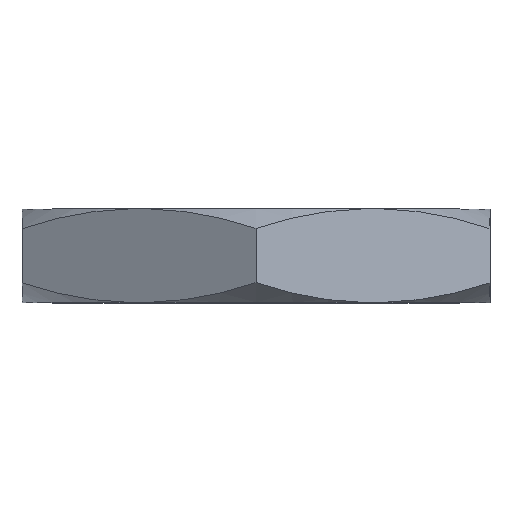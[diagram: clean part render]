
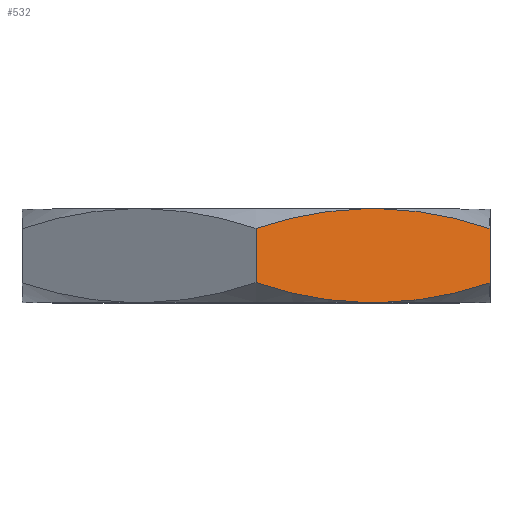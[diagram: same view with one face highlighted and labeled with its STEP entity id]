
A CAD part, top view. The second image highlights one B-rep face of the part: STEP entity #532.
In plain terms, the highlighted planar face has unit normal (0.5, 0, 0.866).
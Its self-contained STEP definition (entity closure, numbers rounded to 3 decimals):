
#33=PLANE('',#614);
#64=FACE_OUTER_BOUND('',#95,.T.);
#95=EDGE_LOOP('',(#468,#469,#470,#471,#472,#473,#474,#475));
#117=CIRCLE('',#579,8.062);
#120=CIRCLE('',#584,8.062);
#132=CIRCLE('',#600,8.062);
#137=CIRCLE('',#607,8.062);
#164=LINE('',#1457,#187);
#174=LINE('',#1545,#197);
#177=LINE('',#1549,#200);
#178=LINE('',#1550,#201);
#187=VECTOR('',#657,10.);
#197=VECTOR('',#765,10.);
#200=VECTOR('',#770,10.);
#201=VECTOR('',#771,10.);
#226=VERTEX_POINT('',#1454);
#227=VERTEX_POINT('',#1456);
#236=VERTEX_POINT('',#1482);
#238=VERTEX_POINT('',#1490);
#249=VERTEX_POINT('',#1516);
#250=VERTEX_POINT('',#1518);
#254=VERTEX_POINT('',#1529);
#255=VERTEX_POINT('',#1530);
#289=EDGE_CURVE('',#227,#226,#164,.T.);
#303=EDGE_CURVE('',#236,#227,#117,.T.);
#306=EDGE_CURVE('',#226,#238,#120,.T.);
#318=EDGE_CURVE('',#249,#250,#132,.T.);
#323=EDGE_CURVE('',#254,#255,#137,.T.);
#332=EDGE_CURVE('',#250,#254,#174,.T.);
#335=EDGE_CURVE('',#249,#236,#177,.T.);
#336=EDGE_CURVE('',#255,#238,#178,.T.);
#468=ORIENTED_EDGE('',*,*,#323,.F.);
#469=ORIENTED_EDGE('',*,*,#332,.F.);
#470=ORIENTED_EDGE('',*,*,#318,.F.);
#471=ORIENTED_EDGE('',*,*,#335,.T.);
#472=ORIENTED_EDGE('',*,*,#303,.T.);
#473=ORIENTED_EDGE('',*,*,#289,.T.);
#474=ORIENTED_EDGE('',*,*,#306,.T.);
#475=ORIENTED_EDGE('',*,*,#336,.F.);
#532=ADVANCED_FACE('',(#64),#33,.F.);
#579=AXIS2_PLACEMENT_3D('',#1484,#689,#690);
#584=AXIS2_PLACEMENT_3D('',#1491,#699,#700);
#600=AXIS2_PLACEMENT_3D('',#1519,#731,#732);
#607=AXIS2_PLACEMENT_3D('',#1531,#745,#746);
#614=AXIS2_PLACEMENT_3D('',#1548,#768,#769);
#657=DIRECTION('',(0.866,0.,-0.5));
#689=DIRECTION('center_axis',(0.5,0.,0.866));
#690=DIRECTION('ref_axis',(0.,1.,0.));
#699=DIRECTION('center_axis',(0.5,0.,0.866));
#700=DIRECTION('ref_axis',(0.,1.,0.));
#731=DIRECTION('center_axis',(-0.5,0.,-0.866));
#732=DIRECTION('ref_axis',(0.,-1.,0.));
#745=DIRECTION('center_axis',(-0.5,0.,-0.866));
#746=DIRECTION('ref_axis',(0.,-1.,0.));
#765=DIRECTION('',(0.866,0.,-0.5));
#768=DIRECTION('center_axis',(-0.5,0.,-0.866));
#769=DIRECTION('ref_axis',(0.866,0.,-0.5));
#770=DIRECTION('',(0.,-1.,0.));
#771=DIRECTION('',(0.,-1.,0.));
#1454=CARTESIAN_POINT('',(2.168,0.,7.986));
#1456=CARTESIAN_POINT('',(1.832,0.,8.18));
#1457=CARTESIAN_POINT('',(0.,0.,9.238));
#1482=CARTESIAN_POINT('',(0.,0.335,9.238));
#1484=CARTESIAN_POINT('Origin',(2.,8.06,8.083));
#1490=CARTESIAN_POINT('',(4.,0.336,6.928));
#1491=CARTESIAN_POINT('Origin',(2.,8.06,8.083));
#1516=CARTESIAN_POINT('',(0.,1.265,9.238));
#1518=CARTESIAN_POINT('',(1.832,1.6,8.18));
#1519=CARTESIAN_POINT('Origin',(2.,-6.46,8.083));
#1529=CARTESIAN_POINT('',(2.168,1.6,7.986));
#1530=CARTESIAN_POINT('',(4.,1.264,6.928));
#1531=CARTESIAN_POINT('Origin',(2.,-6.46,8.083));
#1545=CARTESIAN_POINT('',(0.,1.6,9.238));
#1548=CARTESIAN_POINT('Origin',(0.,1.6,9.238));
#1549=CARTESIAN_POINT('',(0.,1.6,9.238));
#1550=CARTESIAN_POINT('',(4.,1.6,6.928));
